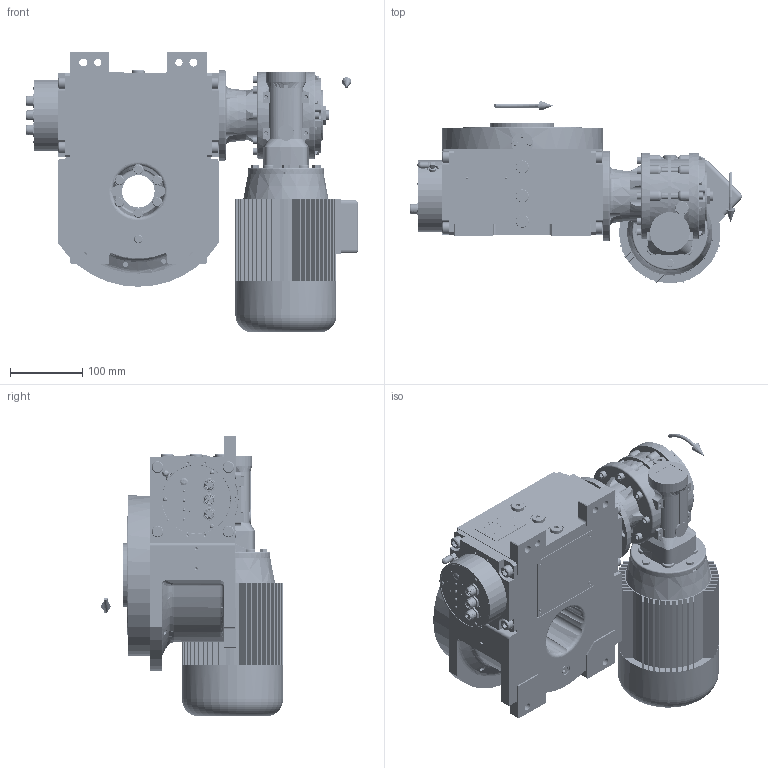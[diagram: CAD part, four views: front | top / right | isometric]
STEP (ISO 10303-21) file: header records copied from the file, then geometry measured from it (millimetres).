
FILE_DESCRIPTION (( 'STEP AP203' ), '1' );
FILE_NAME ('PC5201988.step', '2026-03-27T10:34:46', ( '' ), ( '' ), 'SwSTEP 2.0', 'SolidWorks 2020', '' );
FILE_SCHEMA (( 'CONFIG_CONTROL_DESIGN' ));
Length unit declared in the file: millimetre
Products named in the file (86): cfn2000_01_124; cfn2151_01_090; cfn2155_01_056; rig06_016; AS_rig06_002_bl_001; cfn2070_05_005; cfn2000_01_126; rig06_007_master; olio_agip_blasia_150; cfn2003_01_054; CFE_3D.stp; rig06_071_12_m_asm.stp; RIG06_021_AF0.stp; rig06_004; cfn2000_01_103; cfn2128_19_002; cfn2276_01_074; RIG06_005_ASM.stp; cfn2205_01_013; cfn2115_01_005; cfn2400_34_001; cfe_completa.stp; AS_rig06_017; CFN2010_01_012.stp; RMI50_F1_LCB_SX_71B14; CFN2000_01_185.stp; PC5201988; cfn2476_01_002_60x46; rig06_017; CFN2104_02_017.stp; AS_rig06_004_s_001; freccia_angolare; AS_rig06_071_12_m; cfn2077_01_018; cfn2158_01_010; CFN2223_01-570X6-B.stp; AS_cfn2476_01_002_60x46; cfn2107_01_001; AS_rig06_004; TN71A4B14 ...
Assembly tree (82 placements, depth 5):
  cfn2151_01_090
  rig06_007_master
  olio_agip_blasia_150
  cfn2276_01_074
  cfn2205_01_013
Bounding box: 459.03 x 251.26 x 388 mm (x, y, z)
Volume: 6421853.7 mm3; surface area: 1242384.7 mm2
Topology: 68 solids, 76 shells, 5962 faces, 15441 edges, 9929 vertices
Faces by surface type: plane 3266, cylinder 1582, cone 636, torus 248, bspline 198, sphere 32
Entity records: 213939 total; most frequent: CARTESIAN_POINT 64251, ORIENTED_EDGE 29638, DIRECTION 28528, EDGE_CURVE 14823, VERTEX_POINT 9620, AXIS2_PLACEMENT_3D 9530, VECTOR 9468, LINE 9468
